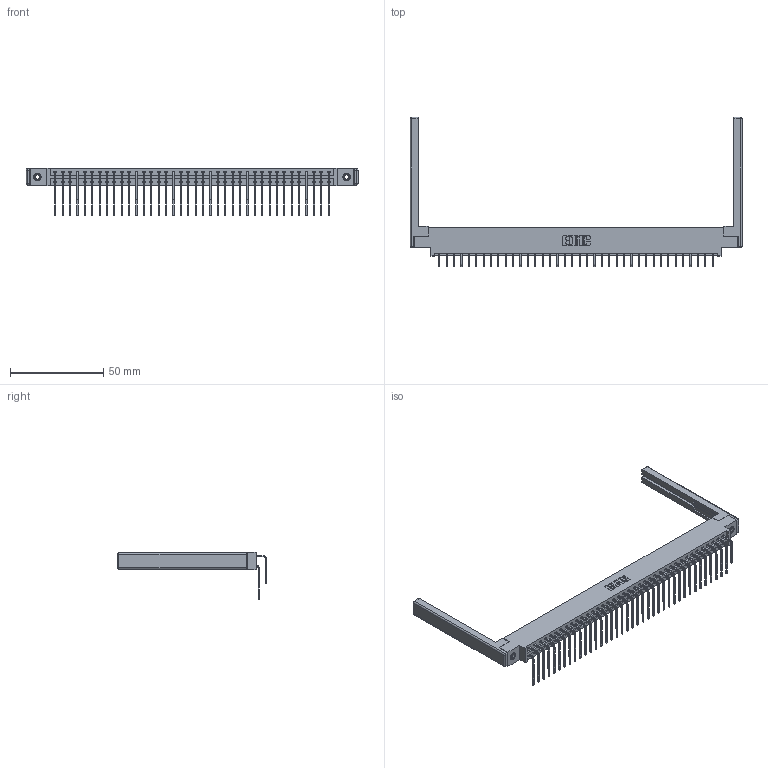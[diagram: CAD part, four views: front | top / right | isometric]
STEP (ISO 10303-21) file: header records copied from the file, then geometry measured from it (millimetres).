
FILE_DESCRIPTION (( 'STEP AP203' ), '1' );
FILE_NAME ('387-076-559-868.STEP', '2019-10-22T04:52:22', ( '' ), ( '' ), 'SwSTEP 2.0', 'SolidWorks 2016', '' );
FILE_SCHEMA (( 'CONFIG_CONTROL_DESIGN' ));
Length unit declared in the file: inch
Products named in the file (6): 387-076-559-868; 345-292-001_559 Tail - 2; 307-220-068; 345-292-001_558 559 Tail - 1; 345-250-001_345-250-001-102; 337 Part_0.170 Offset - 0.156 Dia-TI
Assembly tree (81 placements, depth 2):
  387-076-559-868
    337 Part_0.170 Offset - 0.156 Dia-TI
    345-292-001_558 559 Tail - 1  x38
    345-292-001_559 Tail - 2  x38
    345-250-001_345-250-001-102  x2
    307-220-068  x2
Bounding box: 178 x 79.95 x 25.53 mm (x, y, z)
Volume: 23411.9 mm3; surface area: 27814.9 mm2
Topology: 81 solids, 81 shells, 4528 faces, 13405 edges, 8814 vertices
Faces by surface type: plane 3202, cylinder 1302, cone 12, sphere 8, torus 4
Entity records: 34656 total; most frequent: CARTESIAN_POINT 5854, ORIENTED_EDGE 5728, DIRECTION 5038, EDGE_CURVE 2864, VECTOR 2646, LINE 2646, VERTEX_POINT 1898, AXIS2_PLACEMENT_3D 1196
